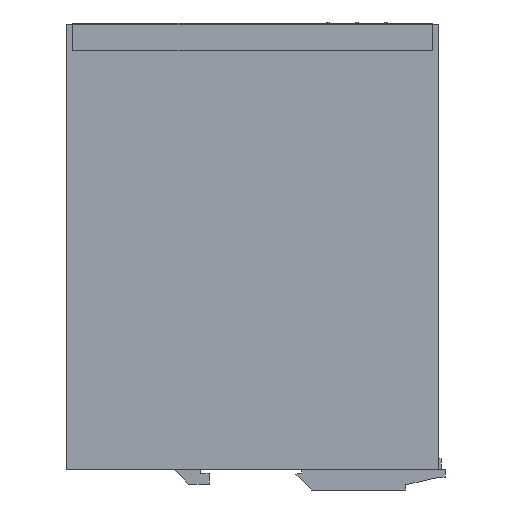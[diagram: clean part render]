
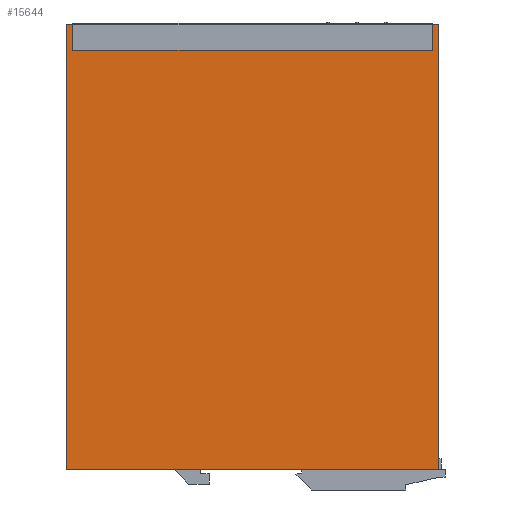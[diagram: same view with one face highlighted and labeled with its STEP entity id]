
A CAD part, left-side view. The second image highlights one B-rep face of the part: STEP entity #15644.
In plain terms, the highlighted planar face has unit normal (-1, 0, 0).
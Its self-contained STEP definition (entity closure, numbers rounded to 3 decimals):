
#298=VERTEX_POINT('',#21002);
#300=VERTEX_POINT('',#21005);
#303=VERTEX_POINT('',#21012);
#305=VERTEX_POINT('',#21016);
#306=VERTEX_POINT('',#21023);
#309=VERTEX_POINT('',#21029);
#619=VERTEX_POINT('',#21651);
#632=VERTEX_POINT('',#21688);
#1849=VECTOR('',#17619,1.);
#1855=VECTOR('',#17626,1.);
#1856=VECTOR('',#17628,1.);
#1858=VECTOR('',#17631,1.);
#2171=VECTOR('',#17946,1.);
#2189=VECTOR('',#17970,1.);
#2190=VECTOR('',#17971,1.);
#4109=LINE('',#21004,#1849);
#4115=LINE('',#21017,#1855);
#4116=LINE('',#21019,#1856);
#4118=LINE('',#21022,#1858);
#4431=LINE('',#21650,#2171);
#4449=LINE('',#21687,#2189);
#4450=LINE('',#21689,#2190);
#6369=EDGE_CURVE('',#300,#298,#4109,.T.);
#6375=EDGE_CURVE('',#303,#305,#4115,.T.);
#6376=EDGE_CURVE('',#305,#300,#4116,.T.);
#6378=EDGE_CURVE('',#306,#303,#4118,.T.);
#6383=EDGE_CURVE('',#298,#309,#4118,.T.);
#6693=EDGE_CURVE('',#619,#306,#4431,.T.);
#6711=EDGE_CURVE('',#309,#632,#4449,.T.);
#6712=EDGE_CURVE('',#619,#632,#4450,.T.);
#9044=ORIENTED_EDGE('',*,*,#6369,.T.);
#9045=ORIENTED_EDGE('',*,*,#6383,.T.);
#9046=ORIENTED_EDGE('',*,*,#6711,.T.);
#9047=ORIENTED_EDGE('',*,*,#6712,.F.);
#9048=ORIENTED_EDGE('',*,*,#6693,.T.);
#9049=ORIENTED_EDGE('',*,*,#6378,.T.);
#9050=ORIENTED_EDGE('',*,*,#6375,.T.);
#9051=ORIENTED_EDGE('',*,*,#6376,.T.);
#13427=EDGE_LOOP('',(#9044,#9045,#9046,#9047,#9048,#9049,#9050,#9051));
#14573=FACE_BOUND('',#13427,.T.);
#15644=ADVANCED_FACE('',(#14573),#25846,.F.);
#16603=AXIS2_PLACEMENT_3D('',#21686,#17969,$);
#17619=DIRECTION('',(0.,0.,1.));
#17626=DIRECTION('',(0.,0.,-1.));
#17628=DIRECTION('',(0.,1.,0.));
#17631=DIRECTION('',(0.,1.,0.));
#17946=DIRECTION('',(0.,0.,1.));
#17969=DIRECTION('',(1.,0.,0.));
#17970=DIRECTION('',(0.,0.,-1.));
#17971=DIRECTION('',(0.,1.,0.));
#21002=CARTESIAN_POINT('',(-40.,61.4,76.05));
#21004=CARTESIAN_POINT('',(-40.,61.4,35.775));
#21005=CARTESIAN_POINT('',(-40.,61.4,67.05));
#21012=CARTESIAN_POINT('',(-40.,-61.4,76.05));
#21016=CARTESIAN_POINT('',(-40.,-61.4,67.05));
#21017=CARTESIAN_POINT('',(-40.,-61.4,35.775));
#21019=CARTESIAN_POINT('',(-40.,0.,67.05));
#21022=CARTESIAN_POINT('',(-40.,-63.5,76.05));
#21023=CARTESIAN_POINT('',(-40.,-63.5,76.05));
#21029=CARTESIAN_POINT('',(-40.,63.5,76.05));
#21650=CARTESIAN_POINT('',(-40.,-63.5,-76.05));
#21651=CARTESIAN_POINT('',(-40.,-63.5,-76.05));
#21686=CARTESIAN_POINT('',(-40.,0.,0.));
#21687=CARTESIAN_POINT('',(-40.,63.5,76.05));
#21688=CARTESIAN_POINT('',(-40.,63.5,-76.05));
#21689=CARTESIAN_POINT('',(-40.,-63.5,-76.05));
#25846=PLANE('',#16603);
